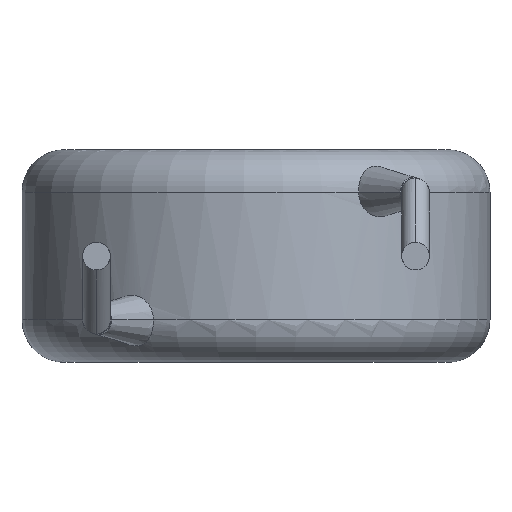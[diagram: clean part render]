
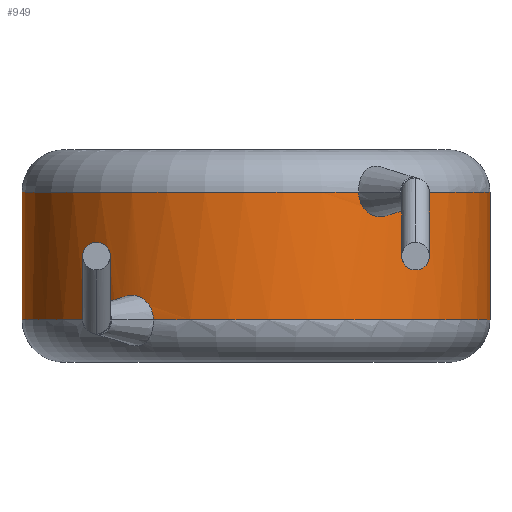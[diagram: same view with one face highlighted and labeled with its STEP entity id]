
A CAD part, front view. The second image highlights one B-rep face of the part: STEP entity #949.
In plain terms, the highlighted cylindrical face has radius 5.5 mm (diameter 11 mm), a partial arc.
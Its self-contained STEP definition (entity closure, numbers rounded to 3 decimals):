
#67 = AXIS2_PLACEMENT_3D ( 'NONE', #3769, #1207, #2738 ) ;
#141 = VERTEX_POINT ( 'NONE', #1913 ) ;
#167 = CARTESIAN_POINT ( 'NONE',  ( 2.467, -4.917, 3.696 ) ) ;
#207 = CARTESIAN_POINT ( 'NONE',  ( -3.173, -4.494, 1.519 ) ) ;
#230 = CARTESIAN_POINT ( 'NONE',  ( -2.409, -4.945, 1.154 ) ) ;
#239 = CIRCLE ( 'NONE', #67, 5.5 ) ;
#255 = CARTESIAN_POINT ( 'NONE',  ( 3.399, -4.324, 4. ) ) ;
#294 = ORIENTED_EDGE ( 'NONE', *, *, #1398, .T. ) ;
#512 = CARTESIAN_POINT ( 'NONE',  ( -2.467, -4.917, 1.304 ) ) ;
#550 = DIRECTION ( 'NONE',  ( 1., 0., 0. ) ) ;
#647 = ORIENTED_EDGE ( 'NONE', *, *, #3680, .T. ) ;
#672 = DIRECTION ( 'NONE',  ( 0., 0., -1. ) ) ;
#685 = CARTESIAN_POINT ( 'NONE',  ( -5.5, 0., 5. ) ) ;
#712 = EDGE_CURVE ( 'NONE', #3908, #1653, #3735, .T. ) ;
#746 = ORIENTED_EDGE ( 'NONE', *, *, #712, .T. ) ;
#749 = VERTEX_POINT ( 'NONE', #1117 ) ;
#756 = DIRECTION ( 'NONE',  ( -1., 0., 0. ) ) ;
#801 = VERTEX_POINT ( 'NONE', #4197 ) ;
#825 = CARTESIAN_POINT ( 'NONE',  ( 2.791, -4.742, 3.421 ) ) ;
#949 = ADVANCED_FACE ( 'NONE', ( #3191 ), #3533, .T. ) ;
#1002 = ORIENTED_EDGE ( 'NONE', *, *, #1330, .F. ) ;
#1040 = CARTESIAN_POINT ( 'NONE',  ( -5.5, 0., 1. ) ) ;
#1042 = DIRECTION ( 'NONE',  ( 1., 0., 0. ) ) ;
#1045 = CARTESIAN_POINT ( 'NONE',  ( 2.409, -4.945, 4. ) ) ;
#1062 = VECTOR ( 'NONE', #4019, 1000. ) ;
#1117 = CARTESIAN_POINT ( 'NONE',  ( 3.399, -4.324, 4. ) ) ;
#1150 = CARTESIAN_POINT ( 'NONE',  ( 3.173, -4.494, 3.481 ) ) ;
#1160 = VERTEX_POINT ( 'NONE', #1045 ) ;
#1187 = AXIS2_PLACEMENT_3D ( 'NONE', #1241, #1546, #550 ) ;
#1194 = CARTESIAN_POINT ( 'NONE',  ( -2.658, -4.816, 1.517 ) ) ;
#1207 = DIRECTION ( 'NONE',  ( 0., 0., 1. ) ) ;
#1241 = CARTESIAN_POINT ( 'NONE',  ( 0., 0., 1. ) ) ;
#1281 = CIRCLE ( 'NONE', #3125, 5.5 ) ;
#1330 = EDGE_CURVE ( 'NONE', #801, #2813, #2486, .T. ) ;
#1398 = EDGE_CURVE ( 'NONE', #1653, #2813, #3128, .T. ) ;
#1426 = CARTESIAN_POINT ( 'NONE',  ( 0., 0., 4. ) ) ;
#1444 = DIRECTION ( 'NONE',  ( 1., 0., 0. ) ) ;
#1452 = AXIS2_PLACEMENT_3D ( 'NONE', #3324, #2728, #756 ) ;
#1491 = LINE ( 'NONE', #3667, #1062 ) ;
#1532 = CARTESIAN_POINT ( 'NONE',  ( -3.399, -4.324, 1.154 ) ) ;
#1546 = DIRECTION ( 'NONE',  ( 0., 0., 1. ) ) ;
#1556 = CARTESIAN_POINT ( 'NONE',  ( 2.409, -4.945, 3.846 ) ) ;
#1593 = ORIENTED_EDGE ( 'NONE', *, *, #1905, .T. ) ;
#1600 = EDGE_LOOP ( 'NONE', ( #3494, #1593, #2016, #2163, #746, #294, #1002, #647 ) ) ;
#1653 = VERTEX_POINT ( 'NONE', #1040 ) ;
#1718 = CARTESIAN_POINT ( 'NONE',  ( 5.5, 0., 1. ) ) ;
#1759 = DIRECTION ( 'NONE',  ( 0., 0., -1. ) ) ;
#1905 = EDGE_CURVE ( 'NONE', #141, #749, #1281, .T. ) ;
#1913 = CARTESIAN_POINT ( 'NONE',  ( 5.5, 0., 4. ) ) ;
#1934 = EDGE_CURVE ( 'NONE', #141, #2972, #1491, .T. ) ;
#2016 = ORIENTED_EDGE ( 'NONE', *, *, #2326, .F. ) ;
#2163 = ORIENTED_EDGE ( 'NONE', *, *, #3595, .T. ) ;
#2165 = CARTESIAN_POINT ( 'NONE',  ( -3.399, -4.324, 1. ) ) ;
#2326 = EDGE_CURVE ( 'NONE', #1160, #749, #3846, .T. ) ;
#2469 = CARTESIAN_POINT ( 'NONE',  ( 2.658, -4.816, 3.483 ) ) ;
#2482 = CARTESIAN_POINT ( 'NONE',  ( 2.409, -4.945, 4. ) ) ;
#2486 = B_SPLINE_CURVE_WITH_KNOTS ( 'NONE', 3,
 ( #2488, #230, #512, #1194, #3446, #3461, #207, #2504, #1532, #2165 ),
 .UNSPECIFIED., .F., .F.,
 ( 4, 2, 2, 2, 4 ),
 ( 0., 0., 0.001, 0.001, 0.002 ),
 .UNSPECIFIED. ) ;
#2488 = CARTESIAN_POINT ( 'NONE',  ( -2.409, -4.945, 1. ) ) ;
#2504 = CARTESIAN_POINT ( 'NONE',  ( -3.349, -4.364, 1.303 ) ) ;
#2728 = DIRECTION ( 'NONE',  ( 0., 0., -1. ) ) ;
#2738 = DIRECTION ( 'NONE',  ( 1., 0., 0. ) ) ;
#2813 = VERTEX_POINT ( 'NONE', #3242 ) ;
#2972 = VERTEX_POINT ( 'NONE', #1718 ) ;
#3013 = DIRECTION ( 'NONE',  ( 0., 0., -1. ) ) ;
#3117 = CARTESIAN_POINT ( 'NONE',  ( 3.049, -4.58, 3.421 ) ) ;
#3125 = AXIS2_PLACEMENT_3D ( 'NONE', #3605, #672, #1042 ) ;
#3128 = CIRCLE ( 'NONE', #1187, 5.5 ) ;
#3191 = FACE_OUTER_BOUND ( 'NONE', #1600, .T. ) ;
#3242 = CARTESIAN_POINT ( 'NONE',  ( -3.399, -4.324, 1. ) ) ;
#3324 = CARTESIAN_POINT ( 'NONE',  ( 0., 0., 5. ) ) ;
#3421 = CARTESIAN_POINT ( 'NONE',  ( 3.349, -4.364, 3.697 ) ) ;
#3446 = CARTESIAN_POINT ( 'NONE',  ( -2.791, -4.742, 1.579 ) ) ;
#3461 = CARTESIAN_POINT ( 'NONE',  ( -3.049, -4.58, 1.579 ) ) ;
#3494 = ORIENTED_EDGE ( 'NONE', *, *, #1934, .F. ) ;
#3533 = CYLINDRICAL_SURFACE ( 'NONE', #1452, 5.5 ) ;
#3595 = EDGE_CURVE ( 'NONE', #1160, #3908, #3916, .T. ) ;
#3605 = CARTESIAN_POINT ( 'NONE',  ( 0., 0., 4. ) ) ;
#3634 = VECTOR ( 'NONE', #3013, 1000. ) ;
#3667 = CARTESIAN_POINT ( 'NONE',  ( 5.5, 0., 5. ) ) ;
#3680 = EDGE_CURVE ( 'NONE', #801, #2972, #239, .T. ) ;
#3710 = AXIS2_PLACEMENT_3D ( 'NONE', #1426, #1759, #1444 ) ;
#3735 = LINE ( 'NONE', #685, #3634 ) ;
#3769 = CARTESIAN_POINT ( 'NONE',  ( 0., 0., 1. ) ) ;
#3829 = CARTESIAN_POINT ( 'NONE',  ( 3.399, -4.324, 3.846 ) ) ;
#3846 = B_SPLINE_CURVE_WITH_KNOTS ( 'NONE', 3,
 ( #2482, #1556, #167, #2469, #825, #3117, #1150, #3421, #3829, #255 ),
 .UNSPECIFIED., .F., .F.,
 ( 4, 2, 2, 2, 4 ),
 ( 0., 0., 0.001, 0.001, 0.002 ),
 .UNSPECIFIED. ) ;
#3908 = VERTEX_POINT ( 'NONE', #4071 ) ;
#3916 = CIRCLE ( 'NONE', #3710, 5.5 ) ;
#4019 = DIRECTION ( 'NONE',  ( 0., 0., -1. ) ) ;
#4071 = CARTESIAN_POINT ( 'NONE',  ( -5.5, 0., 4. ) ) ;
#4197 = CARTESIAN_POINT ( 'NONE',  ( -2.409, -4.945, 1. ) ) ;
